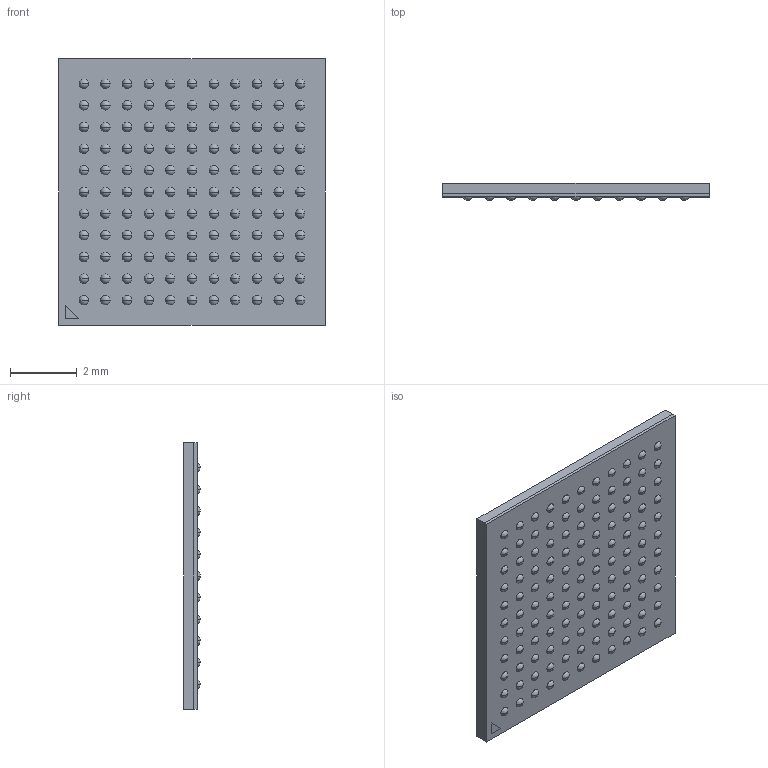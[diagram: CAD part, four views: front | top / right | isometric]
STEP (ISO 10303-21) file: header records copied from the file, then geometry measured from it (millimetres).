
FILE_DESCRIPTION (( 'STEP AP214' ), '1' );
FILE_NAME ('MK64FN1M0VDC12.STEP', '2021-07-06T14:18:02', ( '' ), ( '' ), 'SwSTEP 2.0', 'SolidWorks 2017', '' );
FILE_SCHEMA (( 'AUTOMOTIVE_DESIGN' ));
Length unit declared in the file: millimetre
Products named in the file (1): MK64FN1M0VDC12
Bounding box: 8 x 0.5 x 8 mm (x, y, z)
Volume: 26.3 mm3; surface area: 288.4 mm2
Topology: 125 solids, 125 shells, 390 faces, 538 edges, 399 vertices
Faces by surface type: sphere 242, plane 144, cylinder 4
Entity records: 9836 total; most frequent: DIRECTION 1812, CARTESIAN_POINT 1328, ORIENTED_EDGE 1076, AXIS2_PLACEMENT_3D 883, EDGE_CURVE 538, CIRCLE 492, VERTEX_POINT 399, EDGE_LOOP 393
